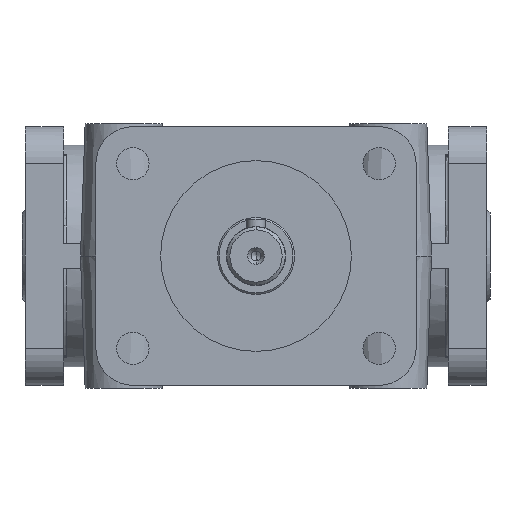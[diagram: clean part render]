
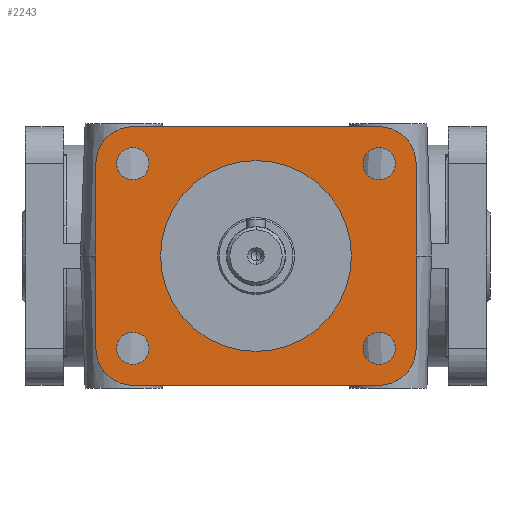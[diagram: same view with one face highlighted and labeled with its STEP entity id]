
A CAD part, front view. The second image highlights one B-rep face of the part: STEP entity #2243.
In plain terms, the highlighted planar face has unit normal (0, -1, 0).
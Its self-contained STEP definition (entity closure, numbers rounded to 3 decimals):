
#2243=ADVANCED_FACE('',(#4944,#4945,#4946,#4947,#4948,#4949),#4950,.T.);
#4944=FACE_OUTER_BOUND('',#8298,.T.);
#4945=FACE_BOUND('',#8299,.T.);
#4946=FACE_BOUND('',#8300,.T.);
#4947=FACE_BOUND('',#8301,.T.);
#4948=FACE_BOUND('',#8302,.T.);
#4949=FACE_BOUND('',#8303,.T.);
#4950=PLANE('',#8304);
#8298=EDGE_LOOP('',(#19096,#19097,#19098,#19099,#19100,#19101,#19102,#19103));
#8299=EDGE_LOOP('',(#19104,#19105));
#8300=EDGE_LOOP('',(#19106,#19107));
#8301=EDGE_LOOP('',(#19108,#19109));
#8302=EDGE_LOOP('',(#19110,#19111));
#8303=EDGE_LOOP('',(#19112,#19113,#19114));
#8304=AXIS2_PLACEMENT_3D('',#19115,#19116,#19117);
#19096=ORIENTED_EDGE('',*,*,#27438,.T.);
#19097=ORIENTED_EDGE('',*,*,#27999,.T.);
#19098=ORIENTED_EDGE('',*,*,#26756,.T.);
#19099=ORIENTED_EDGE('',*,*,#27419,.T.);
#19100=ORIENTED_EDGE('',*,*,#28082,.T.);
#19101=ORIENTED_EDGE('',*,*,#26224,.T.);
#19102=ORIENTED_EDGE('',*,*,#28083,.T.);
#19103=ORIENTED_EDGE('',*,*,#25517,.T.);
#19104=ORIENTED_EDGE('',*,*,#28084,.T.);
#19105=ORIENTED_EDGE('',*,*,#28085,.T.);
#19106=ORIENTED_EDGE('',*,*,#27829,.T.);
#19107=ORIENTED_EDGE('',*,*,#27710,.T.);
#19108=ORIENTED_EDGE('',*,*,#28086,.T.);
#19109=ORIENTED_EDGE('',*,*,#26788,.T.);
#19110=ORIENTED_EDGE('',*,*,#26593,.T.);
#19111=ORIENTED_EDGE('',*,*,#28074,.T.);
#19112=ORIENTED_EDGE('',*,*,#25999,.T.);
#19113=ORIENTED_EDGE('',*,*,#28087,.T.);
#19114=ORIENTED_EDGE('',*,*,#26000,.T.);
#19115=CARTESIAN_POINT('',(-40.0,-140.0,-30.0));
#19116=DIRECTION('',(0.0,-1.0,0.0));
#19117=DIRECTION('',(0.0,0.0,-1.0));
#25517=EDGE_CURVE('',#29659,#29657,#29660,.T.);
#25999=EDGE_CURVE('',#30512,#30510,#30513,.T.);
#26000=EDGE_CURVE('',#30514,#30512,#30515,.T.);
#26224=EDGE_CURVE('',#30898,#30896,#30899,.T.);
#26593=EDGE_CURVE('',#31499,#31503,#31505,.T.);
#26756=EDGE_CURVE('',#31757,#31755,#31758,.T.);
#26788=EDGE_CURVE('',#31809,#31807,#31810,.T.);
#27419=EDGE_CURVE('',#31755,#32775,#32777,.T.);
#27438=EDGE_CURVE('',#29657,#32800,#32802,.T.);
#27710=EDGE_CURVE('',#33178,#33176,#33179,.T.);
#27829=EDGE_CURVE('',#33176,#33178,#33332,.T.);
#27999=EDGE_CURVE('',#32800,#31757,#33544,.T.);
#28074=EDGE_CURVE('',#31503,#31499,#33640,.T.);
#28082=EDGE_CURVE('',#32775,#30898,#33648,.T.);
#28083=EDGE_CURVE('',#30896,#29659,#33649,.T.);
#28084=EDGE_CURVE('',#33650,#33651,#33652,.T.);
#28085=EDGE_CURVE('',#33651,#33650,#33653,.T.);
#28086=EDGE_CURVE('',#31807,#31809,#33654,.T.);
#28087=EDGE_CURVE('',#30510,#30514,#33655,.T.);
#29657=VERTEX_POINT('',#37064);
#29659=VERTEX_POINT('',#37067);
#29660=LINE('',#37068,#37069);
#30510=VERTEX_POINT('',#40062);
#30512=VERTEX_POINT('',#40065);
#30513=CIRCLE('',#40066,31.0);
#30514=VERTEX_POINT('',#40067);
#30515=CIRCLE('',#40068,31.0);
#30896=VERTEX_POINT('',#41482);
#30898=VERTEX_POINT('',#41485);
#30899=LINE('',#41486,#41487);
#31499=VERTEX_POINT('',#43957);
#31503=VERTEX_POINT('',#43962);
#31505=CIRCLE('',#43965,5.25);
#31755=VERTEX_POINT('',#45109);
#31757=VERTEX_POINT('',#45112);
#31758=CIRCLE('',#45113,12.0);
#31807=VERTEX_POINT('',#45234);
#31809=VERTEX_POINT('',#45237);
#31810=CIRCLE('',#45238,5.25);
#32775=VERTEX_POINT('',#50022);
#32777=LINE('',#50025,#50026);
#32800=VERTEX_POINT('',#50053);
#32802=CIRCLE('',#50056,12.0);
#33176=VERTEX_POINT('',#51327);
#33178=VERTEX_POINT('',#51330);
#33179=CIRCLE('',#51331,5.25);
#33332=CIRCLE('',#51816,5.25);
#33544=LINE('',#52740,#52741);
#33640=CIRCLE('',#53140,5.25);
#33648=CIRCLE('',#53166,12.0);
#33649=CIRCLE('',#53167,12.0);
#33650=VERTEX_POINT('',#53168);
#33651=VERTEX_POINT('',#53169);
#33652=CIRCLE('',#53170,5.25);
#33653=CIRCLE('',#53171,5.25);
#33654=CIRCLE('',#53172,5.25);
#33655=CIRCLE('',#53173,31.0);
#37064=CARTESIAN_POINT('',(-52.0,-140.0,-30.0));
#37067=CARTESIAN_POINT('',(-52.0,-140.0,30.0));
#37068=CARTESIAN_POINT('',(-52.0,-140.0,30.0));
#37069=VECTOR('',#57043,1000.0);
#40062=CARTESIAN_POINT('',(0.,-140.,-31.0));
#40065=CARTESIAN_POINT('',(31.0,-140.,0.));
#40066=AXIS2_PLACEMENT_3D('',#57437,#57438,#57439);
#40067=CARTESIAN_POINT('',(0.,-140.,31.0));
#40068=AXIS2_PLACEMENT_3D('',#57440,#57441,#57442);
#41482=CARTESIAN_POINT('',(-40.0,-140.0,42.0));
#41485=CARTESIAN_POINT('',(40.0,-140.0,42.0));
#41486=CARTESIAN_POINT('',(40.0,-140.0,42.0));
#41487=VECTOR('',#57617,1000.0);
#43957=CARTESIAN_POINT('',(-40.0,-140.0,-35.25));
#43962=CARTESIAN_POINT('',(-40.0,-140.0,-24.75));
#43965=AXIS2_PLACEMENT_3D('',#57910,#57911,#57912);
#45109=CARTESIAN_POINT('',(52.0,-140.0,-30.0));
#45112=CARTESIAN_POINT('',(40.0,-140.0,-42.0));
#45113=AXIS2_PLACEMENT_3D('',#57996,#57997,#57998);
#45234=CARTESIAN_POINT('',(40.0,-140.0,24.75));
#45237=CARTESIAN_POINT('',(40.0,-140.0,35.25));
#45238=AXIS2_PLACEMENT_3D('',#58028,#58029,#58030);
#50022=CARTESIAN_POINT('',(52.0,-140.0,30.0));
#50025=CARTESIAN_POINT('',(52.0,-140.0,-30.0));
#50026=VECTOR('',#58464,1000.0);
#50053=CARTESIAN_POINT('',(-40.0,-140.0,-42.0));
#50056=AXIS2_PLACEMENT_3D('',#58491,#58492,#58493);
#51327=CARTESIAN_POINT('',(40.0,-140.0,-35.25));
#51330=CARTESIAN_POINT('',(40.0,-140.0,-24.75));
#51331=AXIS2_PLACEMENT_3D('',#58657,#58658,#58659);
#51816=AXIS2_PLACEMENT_3D('',#58741,#58742,#58743);
#52740=CARTESIAN_POINT('',(-40.0,-140.0,-42.0));
#52741=VECTOR('',#58828,1000.0);
#53140=AXIS2_PLACEMENT_3D('',#58868,#58869,#58870);
#53166=AXIS2_PLACEMENT_3D('',#58877,#58878,#58879);
#53167=AXIS2_PLACEMENT_3D('',#58880,#58881,#58882);
#53168=CARTESIAN_POINT('',(-40.0,-140.0,24.75));
#53169=CARTESIAN_POINT('',(-40.0,-140.0,35.25));
#53170=AXIS2_PLACEMENT_3D('',#58883,#58884,#58885);
#53171=AXIS2_PLACEMENT_3D('',#58886,#58887,#58888);
#53172=AXIS2_PLACEMENT_3D('',#58889,#58890,#58891);
#53173=AXIS2_PLACEMENT_3D('',#58892,#58893,#58894);
#57043=DIRECTION('',(0.0,0.0,-1.0));
#57437=CARTESIAN_POINT('',(0.0,-140.,0.));
#57438=DIRECTION('',(-0.0,1.0,0.0));
#57439=DIRECTION('',(1.0,0.0,0.0));
#57440=CARTESIAN_POINT('',(0.0,-140.,0.));
#57441=DIRECTION('',(-0.0,1.0,0.0));
#57442=DIRECTION('',(1.0,0.0,0.0));
#57617=DIRECTION('',(-1.0,0.0,0.0));
#57910=CARTESIAN_POINT('',(-40.0,-140.0,-30.0));
#57911=DIRECTION('',(0.0,1.0,0.0));
#57912=DIRECTION('',(0.0,0.0,-1.0));
#57996=CARTESIAN_POINT('',(40.0,-140.0,-30.0));
#57997=DIRECTION('',(0.0,-1.0,0.0));
#57998=DIRECTION('',(-1.0,0.0,0.0));
#58028=CARTESIAN_POINT('',(40.0,-140.0,30.0));
#58029=DIRECTION('',(0.0,1.0,0.0));
#58030=DIRECTION('',(0.0,0.0,-1.0));
#58464=DIRECTION('',(0.0,0.0,1.0));
#58491=CARTESIAN_POINT('',(-40.0,-140.0,-30.0));
#58492=DIRECTION('',(0.0,-1.0,0.0));
#58493=DIRECTION('',(1.0,0.0,0.0));
#58657=CARTESIAN_POINT('',(40.0,-140.0,-30.0));
#58658=DIRECTION('',(0.0,1.0,0.0));
#58659=DIRECTION('',(0.0,0.0,-1.0));
#58741=CARTESIAN_POINT('',(40.0,-140.0,-30.0));
#58742=DIRECTION('',(0.0,1.0,0.0));
#58743=DIRECTION('',(0.0,0.0,-1.0));
#58828=DIRECTION('',(1.0,0.0,0.0));
#58868=CARTESIAN_POINT('',(-40.0,-140.0,-30.0));
#58869=DIRECTION('',(0.0,1.0,0.0));
#58870=DIRECTION('',(0.0,0.0,-1.0));
#58877=CARTESIAN_POINT('',(40.0,-140.0,30.0));
#58878=DIRECTION('',(0.0,-1.0,0.0));
#58879=DIRECTION('',(1.0,0.0,0.0));
#58880=CARTESIAN_POINT('',(-40.0,-140.0,30.0));
#58881=DIRECTION('',(0.0,-1.0,0.0));
#58882=DIRECTION('',(1.0,0.0,0.0));
#58883=CARTESIAN_POINT('',(-40.0,-140.0,30.0));
#58884=DIRECTION('',(0.0,1.0,0.0));
#58885=DIRECTION('',(0.0,0.0,-1.0));
#58886=CARTESIAN_POINT('',(-40.0,-140.0,30.0));
#58887=DIRECTION('',(0.0,1.0,0.0));
#58888=DIRECTION('',(0.0,0.0,-1.0));
#58889=CARTESIAN_POINT('',(40.0,-140.0,30.0));
#58890=DIRECTION('',(0.0,1.0,0.0));
#58891=DIRECTION('',(0.0,0.0,-1.0));
#58892=CARTESIAN_POINT('',(0.0,-140.,0.));
#58893=DIRECTION('',(-0.0,1.0,0.0));
#58894=DIRECTION('',(1.0,0.0,0.0));
